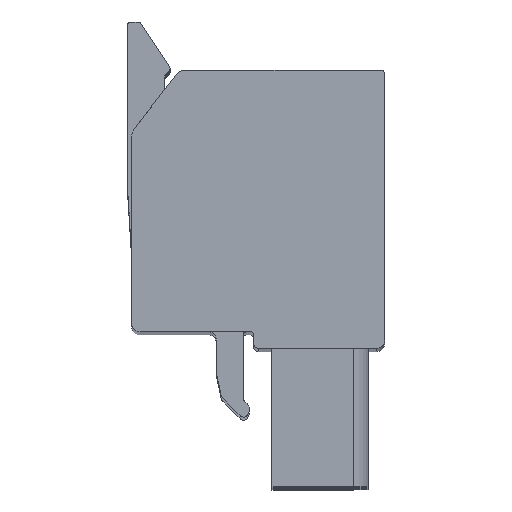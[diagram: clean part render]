
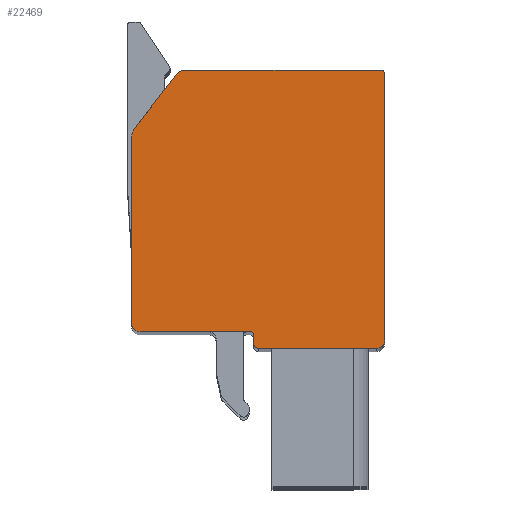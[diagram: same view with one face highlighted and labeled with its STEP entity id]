
A CAD part, top view. The second image highlights one B-rep face of the part: STEP entity #22469.
In plain terms, the highlighted planar face has unit normal (0, 0, 1).
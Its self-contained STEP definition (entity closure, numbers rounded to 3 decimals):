
#664=DIRECTION('',(1.,0.,0.));
#665=VECTOR('',#664,7.05);
#666=CARTESIAN_POINT('',(9.402,11.784,2.94));
#667=LINE('',#666,#665);
#2863=CARTESIAN_POINT('',(9.402,12.084,2.94));
#2864=DIRECTION('',(0.,0.,1.));
#2865=DIRECTION('',(-1.,0.,0.));
#2866=AXIS2_PLACEMENT_3D('',#2863,#2864,#2865);
#2868=DIRECTION('',(0.,-1.,0.));
#2869=VECTOR('',#2868,0.5);
#2870=CARTESIAN_POINT('',(9.102,12.584,2.94));
#2871=LINE('',#2870,#2869);
#2872=CARTESIAN_POINT('',(8.902,12.584,2.94));
#2873=DIRECTION('',(0.,0.,-1.));
#2874=DIRECTION('',(0.,1.,0.));
#2875=AXIS2_PLACEMENT_3D('',#2872,#2873,#2874);
#2877=DIRECTION('',(1.,0.,0.));
#2878=VECTOR('',#2877,6.61);
#2879=CARTESIAN_POINT('',(2.292,12.784,2.94));
#2880=LINE('',#2879,#2878);
#2881=CARTESIAN_POINT('',(2.292,13.284,2.94));
#2882=DIRECTION('',(0.,0.,1.));
#2883=DIRECTION('',(-1.,0.,0.));
#2884=AXIS2_PLACEMENT_3D('',#2881,#2882,#2883);
#2886=DIRECTION('',(0.,-1.,0.));
#2887=VECTOR('',#2886,11.132);
#2888=CARTESIAN_POINT('',(1.792,24.416,2.94));
#2889=LINE('',#2888,#2887);
#2890=CARTESIAN_POINT('',(2.792,24.416,2.94));
#2891=DIRECTION('',(0.,0.,1.));
#2892=DIRECTION('',(-0.789,0.614,0.));
#2893=AXIS2_PLACEMENT_3D('',#2890,#2891,#2892);
#2895=DIRECTION('',(-0.614,-0.789,0.));
#2896=VECTOR('',#2895,4.1);
#2897=CARTESIAN_POINT('',(4.52,28.266,2.94));
#2898=LINE('',#2897,#2896);
#2899=CARTESIAN_POINT('',(4.915,27.959,2.94));
#2900=DIRECTION('',(0.,0.,1.));
#2901=DIRECTION('',(0.,1.,0.));
#2902=AXIS2_PLACEMENT_3D('',#2899,#2900,#2901);
#2904=DIRECTION('',(-1.,0.,0.));
#2905=VECTOR('',#2904,11.838);
#2906=CARTESIAN_POINT('',(16.752,28.459,2.94));
#2907=LINE('',#2906,#2905);
#2908=CARTESIAN_POINT('',(16.752,28.259,2.94));
#2909=DIRECTION('',(0.,0.,1.));
#2910=DIRECTION('',(1.,0.,0.));
#2911=AXIS2_PLACEMENT_3D('',#2908,#2909,#2910);
#2913=DIRECTION('',(0.,1.,0.));
#2914=VECTOR('',#2913,15.975);
#2915=CARTESIAN_POINT('',(16.952,12.284,2.94));
#2916=LINE('',#2915,#2914);
#2917=CARTESIAN_POINT('',(16.452,12.284,2.94));
#2918=DIRECTION('',(0.,0.,1.));
#2919=DIRECTION('',(0.,-1.,0.));
#2920=AXIS2_PLACEMENT_3D('',#2917,#2918,#2919);
#14345=CARTESIAN_POINT('',(2.003,25.03,2.94));
#14346=CARTESIAN_POINT('',(1.792,24.416,2.94));
#14347=VERTEX_POINT('',#14345);
#14348=VERTEX_POINT('',#14346);
#14349=CARTESIAN_POINT('',(1.792,13.284,2.94));
#14350=VERTEX_POINT('',#14349);
#14351=CARTESIAN_POINT('',(2.292,12.784,2.94));
#14352=VERTEX_POINT('',#14351);
#14353=CARTESIAN_POINT('',(8.902,12.784,2.94));
#14354=VERTEX_POINT('',#14353);
#14355=CARTESIAN_POINT('',(9.102,12.584,2.94));
#14356=VERTEX_POINT('',#14355);
#14357=CARTESIAN_POINT('',(9.102,12.084,2.94));
#14358=VERTEX_POINT('',#14357);
#14359=CARTESIAN_POINT('',(9.402,11.784,2.94));
#14360=VERTEX_POINT('',#14359);
#14361=CARTESIAN_POINT('',(16.452,11.784,2.94));
#14362=CARTESIAN_POINT('',(16.952,12.284,2.94));
#14363=VERTEX_POINT('',#14361);
#14364=VERTEX_POINT('',#14362);
#14365=CARTESIAN_POINT('',(16.952,28.259,2.94));
#14366=VERTEX_POINT('',#14365);
#14367=CARTESIAN_POINT('',(16.752,28.459,2.94));
#14368=VERTEX_POINT('',#14367);
#14369=CARTESIAN_POINT('',(4.915,28.459,2.94));
#14370=VERTEX_POINT('',#14369);
#14371=CARTESIAN_POINT('',(4.52,28.266,2.94));
#14372=VERTEX_POINT('',#14371);
#22435=CARTESIAN_POINT('',(0.,0.,2.94));
#22436=DIRECTION('',(0.,0.,1.));
#22437=DIRECTION('',(1.,0.,0.));
#22438=AXIS2_PLACEMENT_3D('',#22435,#22436,#22437);
#22439=PLANE('',#22438);
#22440=ORIENTED_EDGE('',*,*,#18358,.F.);
#22442=ORIENTED_EDGE('',*,*,#22441,.F.);
#22444=ORIENTED_EDGE('',*,*,#22443,.F.);
#22446=ORIENTED_EDGE('',*,*,#22445,.F.);
#22448=ORIENTED_EDGE('',*,*,#22447,.F.);
#22450=ORIENTED_EDGE('',*,*,#22449,.F.);
#22452=ORIENTED_EDGE('',*,*,#22451,.F.);
#22454=ORIENTED_EDGE('',*,*,#22453,.F.);
#22456=ORIENTED_EDGE('',*,*,#22455,.F.);
#22458=ORIENTED_EDGE('',*,*,#22457,.F.);
#22460=ORIENTED_EDGE('',*,*,#22459,.F.);
#22462=ORIENTED_EDGE('',*,*,#22461,.F.);
#22464=ORIENTED_EDGE('',*,*,#22463,.F.);
#22466=ORIENTED_EDGE('',*,*,#22465,.F.);
#22467=EDGE_LOOP('',(#22440,#22442,#22444,#22446,#22448,#22450,#22452,#22454,
#22456,#22458,#22460,#22462,#22464,#22466));
#22468=FACE_OUTER_BOUND('',#22467,.F.);
#22469=ADVANCED_FACE('',(#22468),#22439,.T.);
#2867=CIRCLE('',#2866,0.3);
#2876=CIRCLE('',#2875,0.2);
#2885=CIRCLE('',#2884,0.5);
#2894=CIRCLE('',#2893,1.);
#2903=CIRCLE('',#2902,0.5);
#2912=CIRCLE('',#2911,0.2);
#2921=CIRCLE('',#2920,0.5);
#18358=EDGE_CURVE('',#14360,#14363,#667,.T.);
#22441=EDGE_CURVE('',#14358,#14360,#2867,.T.);
#22443=EDGE_CURVE('',#14356,#14358,#2871,.T.);
#22445=EDGE_CURVE('',#14354,#14356,#2876,.T.);
#22447=EDGE_CURVE('',#14352,#14354,#2880,.T.);
#22449=EDGE_CURVE('',#14350,#14352,#2885,.T.);
#22451=EDGE_CURVE('',#14348,#14350,#2889,.T.);
#22453=EDGE_CURVE('',#14347,#14348,#2894,.T.);
#22455=EDGE_CURVE('',#14372,#14347,#2898,.T.);
#22457=EDGE_CURVE('',#14370,#14372,#2903,.T.);
#22459=EDGE_CURVE('',#14368,#14370,#2907,.T.);
#22461=EDGE_CURVE('',#14366,#14368,#2912,.T.);
#22463=EDGE_CURVE('',#14364,#14366,#2916,.T.);
#22465=EDGE_CURVE('',#14363,#14364,#2921,.T.);
